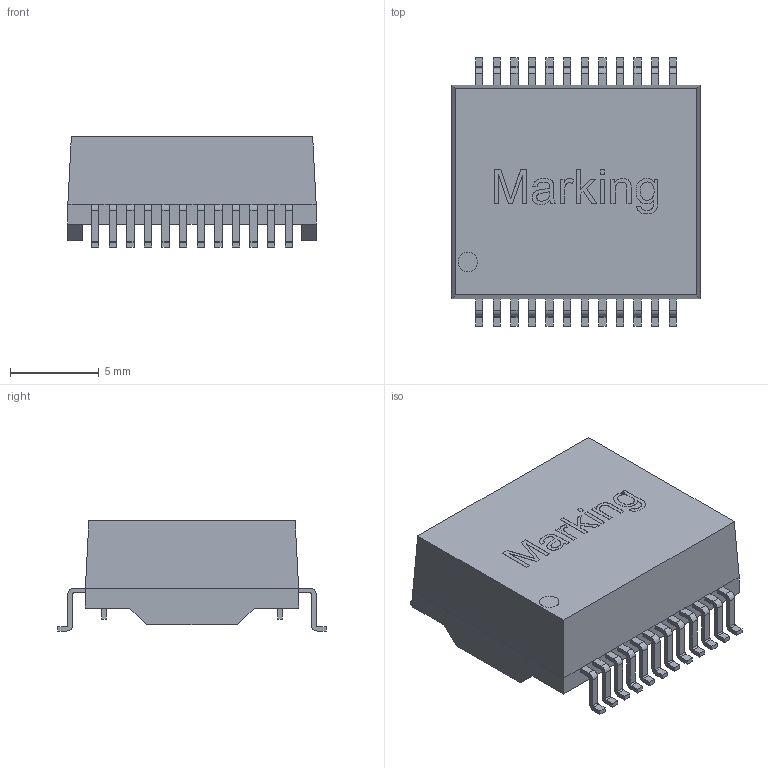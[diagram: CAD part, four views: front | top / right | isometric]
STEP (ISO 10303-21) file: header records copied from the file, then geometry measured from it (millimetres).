
FILE_DESCRIPTION( ( 'Unknown' ), '1' );
FILE_NAME( '749080010.stp', 'Unknown', ( 'Unknown' ), ( 'Unknown' ), 'PSStep 21.0.46', 'Unknown', ' ' );
FILE_SCHEMA( ( 'AUTOMOTIVE_DESIGN { 1 0 10303 214 1 1 1 1 }' ) );
Length unit declared in the file: millimetre
Products named in the file (26): Assem1; Body; Pins
Assembly tree (25 placements, depth 2):
  Assem1
    Body
    Pins
    Pins
    Pins
    Pins
    Pins
    Pins
    Pins
    Pins
    Pins
    Pins
    Pins
    Pins
    Pins
    Pins
    Pins
    Pins
    Pins
    Pins
    Pins
    Pins
    Pins
    Pins
    Pins
    Pins
Bounding box: 13.97 x 15.11 x 6.2 mm (x, y, z)
Volume: 329.1 mm3; surface area: 1043.1 mm2
Topology: 25 solids, 25 shells, 722 faces, 2051 edges, 1366 vertices
Faces by surface type: plane 513, cylinder 193, extrusion 16
Full cylindrical faces by diameter (mm): 1.1 x1
Entity records: 30263 total; most frequent: CARTESIAN_POINT 5061, ORIENTED_EDGE 4098, DIRECTION 3791, EDGE_CURVE 2049, VECTOR 1555, LINE 1539, VERTEX_POINT 1366, AXIS2_PLACEMENT_3D 1118
